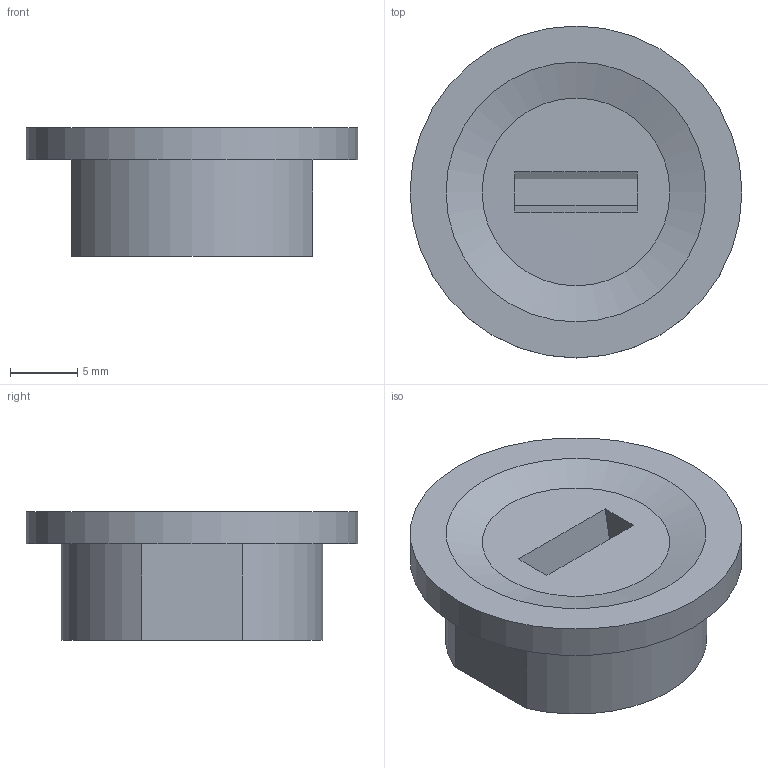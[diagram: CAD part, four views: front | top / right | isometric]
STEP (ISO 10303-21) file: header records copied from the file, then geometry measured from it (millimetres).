
FILE_DESCRIPTION(/* description */ (''),/* implementation_level */ '2;1');
FILE_NAME(/* name */ 'NPT1_2.stp',/* time_stamp */ '2016-07-22T09:45:26-04:00',/* author */ ('CAD Station'),/* organization */ (''),/* preprocessor_version */ 'ST-DEVELOPER v16.1',/* originating_system */ 'Autodesk Inventor 2016',/* authorisation */ '');
FILE_SCHEMA (('AUTOMOTIVE_DESIGN { 1 0 10303 214 3 1 1 }'));
Length unit declared in the file: millimetre
Products named in the file (1): NPT1_2
Bounding box: 24.75 x 24.75 x 9.6 mm (x, y, z)
Volume: 2098.5 mm3; surface area: 2191.2 mm2
Topology: 1 solids, 1 shells, 34 faces, 94 edges, 65 vertices
Faces by surface type: plane 17, cone 8, cylinder 5, bspline 4
Full cylindrical faces by diameter (mm): 24.75 x1
Entity records: 1177 total; most frequent: CARTESIAN_POINT 393, ORIENTED_EDGE 178, DIRECTION 128, EDGE_CURVE 89, VERTEX_POINT 63, AXIS2_PLACEMENT_3D 49, EDGE_LOOP 40, FACE_OUTER_BOUND 34
